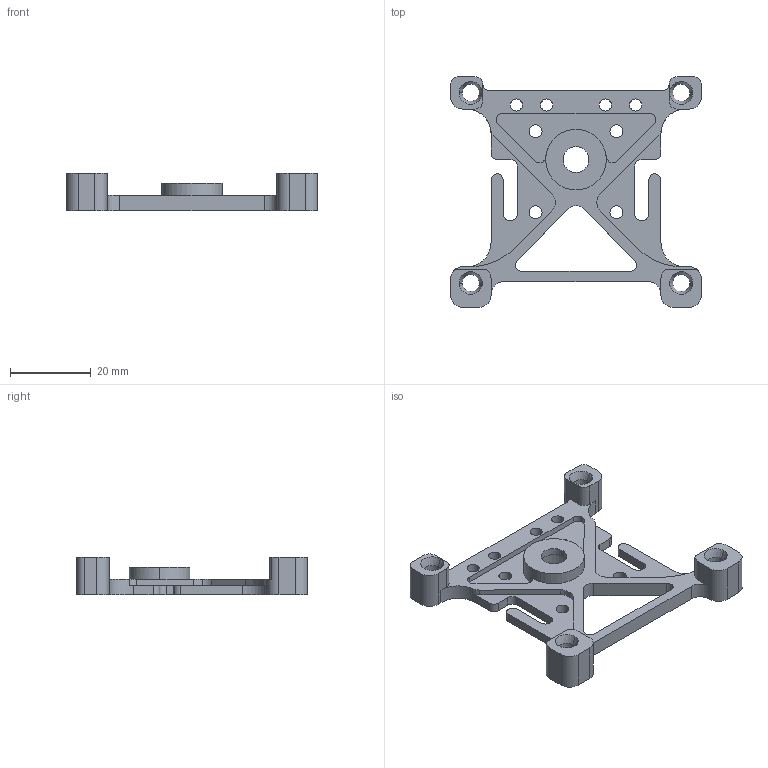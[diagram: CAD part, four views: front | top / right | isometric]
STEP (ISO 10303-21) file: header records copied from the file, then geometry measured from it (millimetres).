
FILE_DESCRIPTION (( 'STEP AP203' ), '1' );
FILE_NAME ('M1-v13.STEP', '2021-07-08T18:48:08', ( '' ), ( '' ), 'SwSTEP 2.0', 'SolidWorks 2020', '' );
FILE_SCHEMA (( 'CONFIG_CONTROL_DESIGN' ));
Length unit declared in the file: millimetre
Products named in the file (1): M1-v13
Bounding box: 62 x 57 x 9.3 mm (x, y, z)
Volume: 7189.2 mm3; surface area: 6945.4 mm2
Topology: 1 solids, 1 shells, 154 faces, 440 edges, 290 vertices
Faces by surface type: cylinder 93, plane 53, cone 8
Entity records: 5239 total; most frequent: DIRECTION 952, CARTESIAN_POINT 885, ORIENTED_EDGE 880, EDGE_CURVE 440, AXIS2_PLACEMENT_3D 357, VERTEX_POINT 290, LINE 238, VECTOR 238
